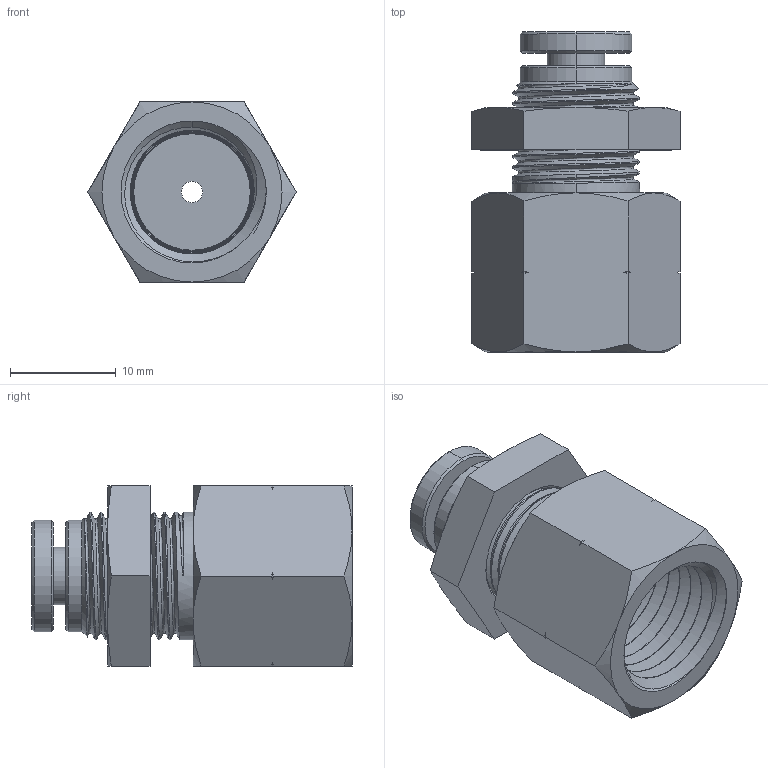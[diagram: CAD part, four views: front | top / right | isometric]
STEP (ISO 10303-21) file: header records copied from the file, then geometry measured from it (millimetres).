
FILE_DESCRIPTION (( 'STEP AP214' ), '1' );
FILE_NAME ('BCS1-8-N1-4W.STEP', '2018-07-11T20:27:47', ( '' ), ( '' ), 'SwSTEP 2.0', 'SolidWorks 2016', '' );
FILE_SCHEMA (( 'AUTOMOTIVE_DESIGN' ));
Length unit declared in the file: millimetre
Products named in the file (1): BCS1-8-N1-4W
Bounding box: 19.63 x 30.2 x 17 mm (x, y, z)
Volume: 3957.7 mm3; surface area: 4985.4 mm2
Topology: 7 solids, 7 shells, 390 faces, 1251 edges, 880 vertices
Faces by surface type: cone 143, plane 115, cylinder 82, bspline 48, torus 2
Entity records: 27144 total; most frequent: CARTESIAN_POINT 12856, ORIENTED_EDGE 2502, DIRECTION 1547, EDGE_CURVE 1251, VERTEX_POINT 880, B_SPLINE_CURVE_WITH_KNOTS 671, AXIS2_PLACEMENT_3D 639, EDGE_LOOP 409
